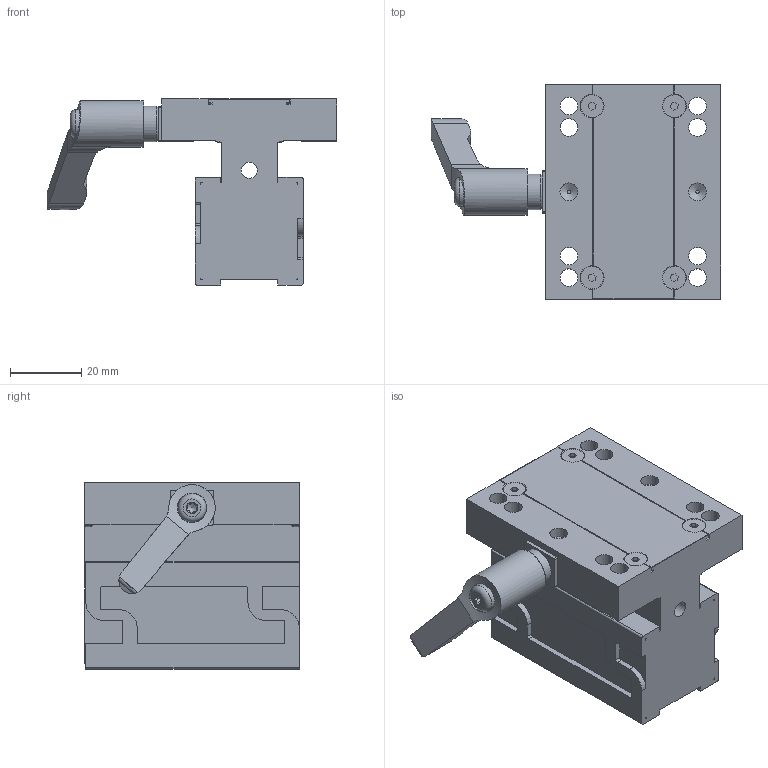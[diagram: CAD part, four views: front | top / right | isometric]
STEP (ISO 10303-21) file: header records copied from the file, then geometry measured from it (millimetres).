
FILE_DESCRIPTION(/* description */ ('Unknown'),/* implementation_level */ '2;1');
FILE_NAME(/* name */ 'A-0000157-Schlitten50-60lg-Mehrfachverstellung',/* time_stamp */ '2020-03-29T10:15:43+02:00',/* author */ ('Unknown'),/* organization */ ('Unknown'),/* preprocessor_version */ 'ST-DEVELOPER v16.7',/* originating_system */ 'Solid Edge',/* authorisation */ 'Unknown');
FILE_SCHEMA (('AUTOMOTIVE_DESIGN {1 0 10303 214 3 1 1}'));
Length unit declared in the file: millimetre
Products named in the file (1): A-0000157-Schlitten50-60lg-Mehrfachverstellung-o-H-dy
Bounding box: 81 x 60 x 52.1 mm (x, y, z)
Volume: 94954.2 mm3; surface area: 24905.5 mm2
Topology: 1 solids, 1 shells, 326 faces, 935 edges, 619 vertices
Faces by surface type: plane 165, cylinder 116, cone 31, torus 10, bspline 4
Full cylindrical faces by diameter (mm): 4.134 x1, 4.5 x2, 4.917 x8, 5 x6, 5.5 x1, 6 x1, 8 x1, 8.3 x1, 10 x1, 13 x1
Entity records: 12935 total; most frequent: CARTESIAN_POINT 2262, ORIENTED_EDGE 1772, DIRECTION 1668, EDGE_CURVE 886, VERTEX_POINT 602, AXIS2_PLACEMENT_3D 569, LINE 530, VECTOR 530
